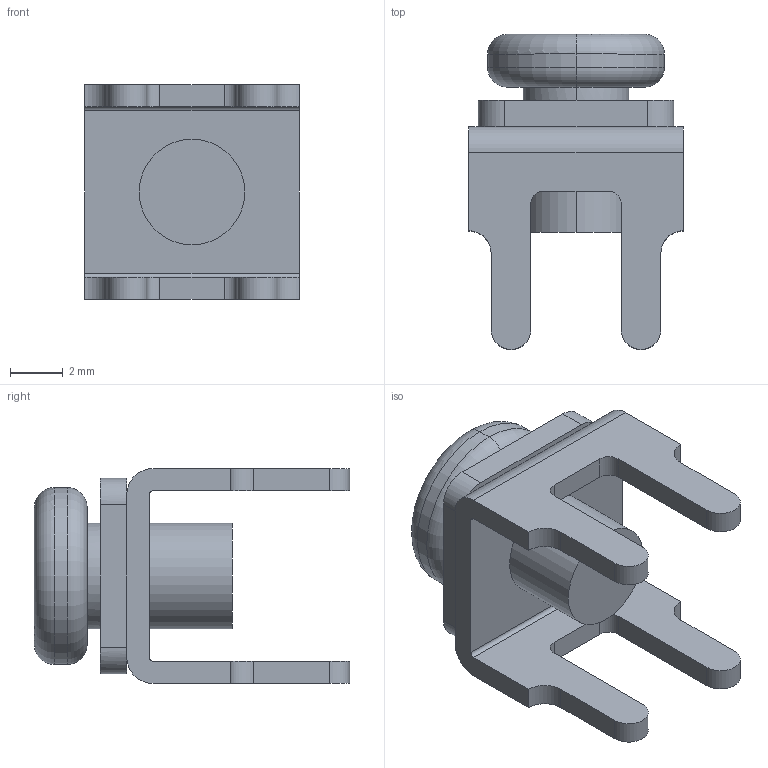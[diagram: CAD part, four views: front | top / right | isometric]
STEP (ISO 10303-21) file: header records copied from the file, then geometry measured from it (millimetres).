
FILE_DESCRIPTION (( 'STEP AP214' ), '1' );
FILE_NAME ('Êëåìíèê Ì4.STEP', '2023-10-03T06:43:45', ( '' ), ( '' ), 'SwSTEP 2.0', 'SolidWorks 2021', '' );
FILE_SCHEMA (( 'AUTOMOTIVE_DESIGN' ));
Length unit declared in the file: millimetre
Products named in the file (1): Êëåìíèê Ì4
Bounding box: 8.15 x 11.95 x 8.15 mm (x, y, z)
Volume: 265.6 mm3; surface area: 516.6 mm2
Topology: 1 solids, 1 shells, 73 faces, 204 edges, 132 vertices
Faces by surface type: plane 43, cylinder 26, torus 4
Entity records: 2543 total; most frequent: CARTESIAN_POINT 434, DIRECTION 412, ORIENTED_EDGE 408, EDGE_CURVE 204, AXIS2_PLACEMENT_3D 142, VERTEX_POINT 132, VECTOR 128, LINE 128
